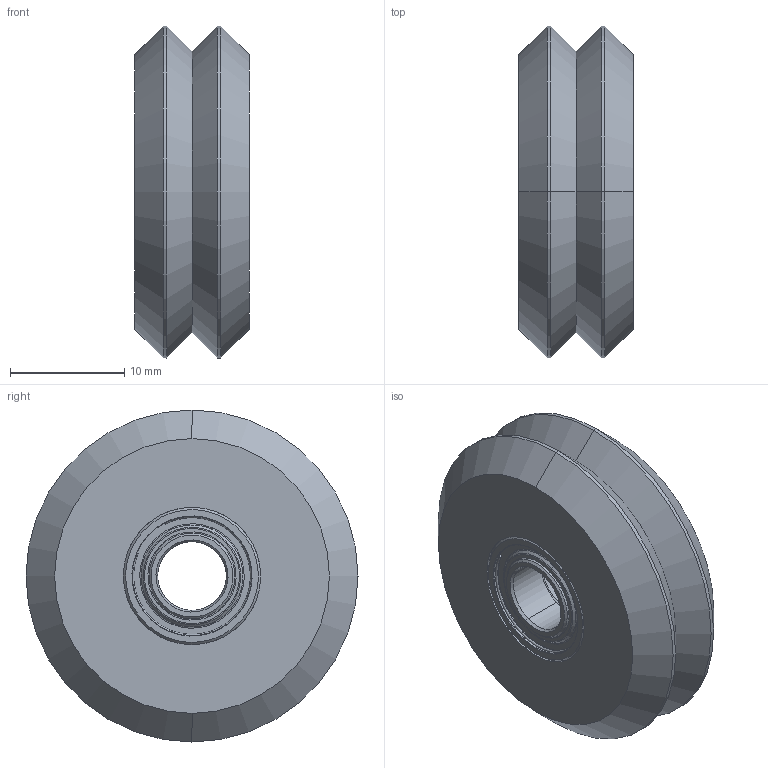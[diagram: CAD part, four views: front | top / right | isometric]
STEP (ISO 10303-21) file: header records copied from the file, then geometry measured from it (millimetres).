
FILE_DESCRIPTION (( 'STEP AP203' ), '1' );
FILE_NAME ('3600-0006-2910 Assembly.STEP', '2018-02-15T22:45:07', ( '' ), ( '' ), 'SwSTEP 2.0', 'SolidWorks 2016', '' );
FILE_SCHEMA (( 'CONFIG_CONTROL_DESIGN' ));
Length unit declared in the file: millimetre
Products named in the file (3): 1600-0412-0006; 3600-0006-2910 Assembly; 3600-0006-2910
Assembly tree (3 placements, depth 2):
  3600-0006-2910 Assembly
    3600-0006-2910
    1600-0412-0006  x2
Bounding box: 10 x 29 x 29 mm (x, y, z)
Volume: 5184.1 mm3; surface area: 3358 mm2
Topology: 7 solids, 7 shells, 182 faces, 356 edges, 210 vertices
Faces by surface type: cone 56, cylinder 50, torus 40, plane 36
Entity records: 2975 total; most frequent: DIRECTION 554, CARTESIAN_POINT 426, ORIENTED_EDGE 400, AXIS2_PLACEMENT_3D 246, EDGE_CURVE 200, CIRCLE 138, VERTEX_POINT 118, EDGE_LOOP 118
